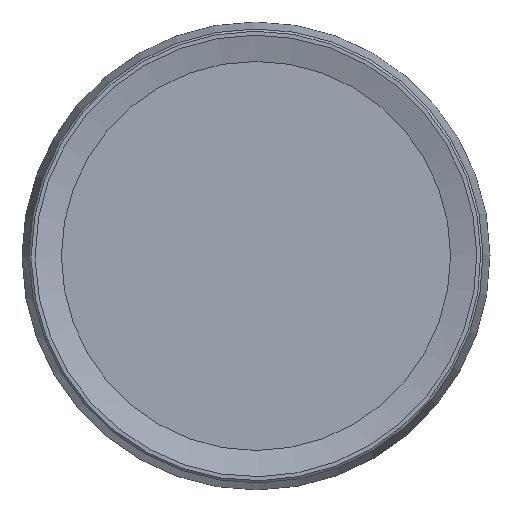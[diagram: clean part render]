
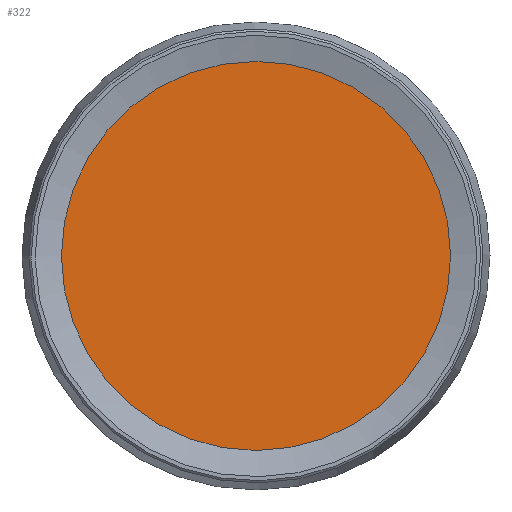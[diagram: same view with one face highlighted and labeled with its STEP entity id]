
A CAD part, top view. The second image highlights one B-rep face of the part: STEP entity #322.
In plain terms, the highlighted planar face has unit normal (0, 0, 1).
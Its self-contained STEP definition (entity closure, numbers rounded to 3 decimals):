
#322=ADVANCED_FACE('',(#338),#336,.F.);
#336=PLANE('',#538);
#338=FACE_OUTER_BOUND('',#364,.T.);
#364=EDGE_LOOP('',(#414));
#414=ORIENTED_EDGE('',*,*,#476,.T.);
#451=VERTEX_POINT('',#722);
#476=EDGE_CURVE('',#451,#451,#501,.T.);
#501=CIRCLE('',#537,70.009);
#537=AXIS2_PLACEMENT_3D('',#721,#598,#599);
#538=AXIS2_PLACEMENT_3D('',#740,#601,#602);
#598=DIRECTION('',(0.,0.,1.));
#599=DIRECTION('',(1.,0.,0.));
#601=DIRECTION('',(0.,0.,-1.));
#602=DIRECTION('',(-1.,0.,0.));
#721=CARTESIAN_POINT('',(0.,0.,-2.5));
#722=CARTESIAN_POINT('',(70.009,0.,-2.5));
#740=CARTESIAN_POINT('',(-70.009,0.,-2.5));
